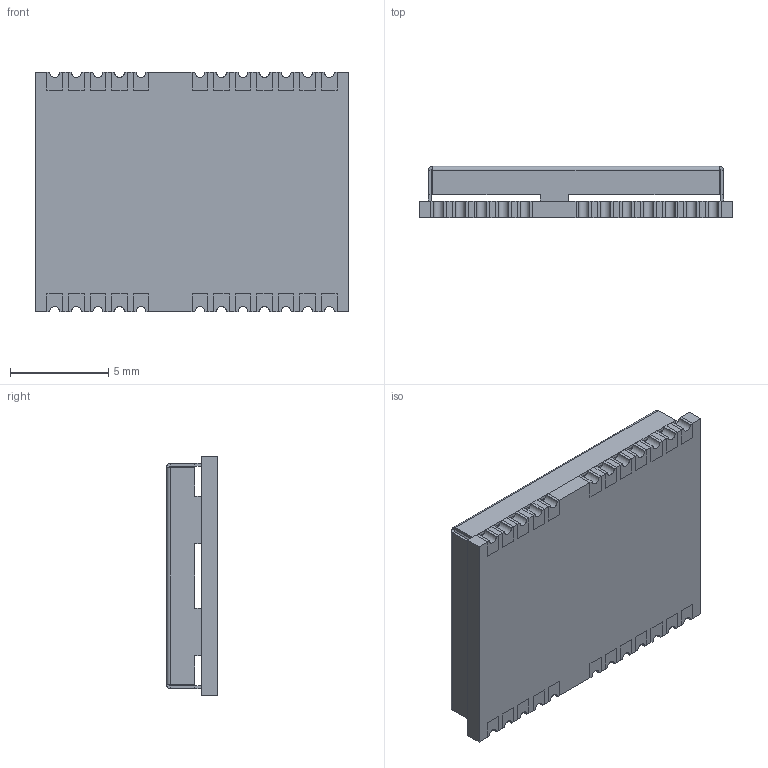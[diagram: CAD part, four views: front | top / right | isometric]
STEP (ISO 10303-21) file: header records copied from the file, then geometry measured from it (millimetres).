
FILE_DESCRIPTION (( 'STEP AP214' ), '1' );
FILE_NAME ('NEO-M8Q-01A.STEP', '2020-11-20T16:27:38', ( '' ), ( '' ), 'SwSTEP 2.0', 'SolidWorks 2021', '' );
FILE_SCHEMA (( 'AUTOMOTIVE_DESIGN' ));
Length unit declared in the file: millimetre
Products named in the file (1): NEO-M8Q-01A
Bounding box: 16 x 2.6 x 12.2 mm (x, y, z)
Volume: 187.8 mm3; surface area: 1038 mm2
Topology: 26 solids, 26 shells, 560 faces, 1414 edges, 932 vertices
Faces by surface type: plane 441, bspline 78, cylinder 41
Entity records: 25134 total; most frequent: CARTESIAN_POINT 7625, ORIENTED_EDGE 2828, DIRECTION 2290, EDGE_CURVE 1414, LINE 1192, VECTOR 1192, VERTEX_POINT 932, EDGE_LOOP 586
